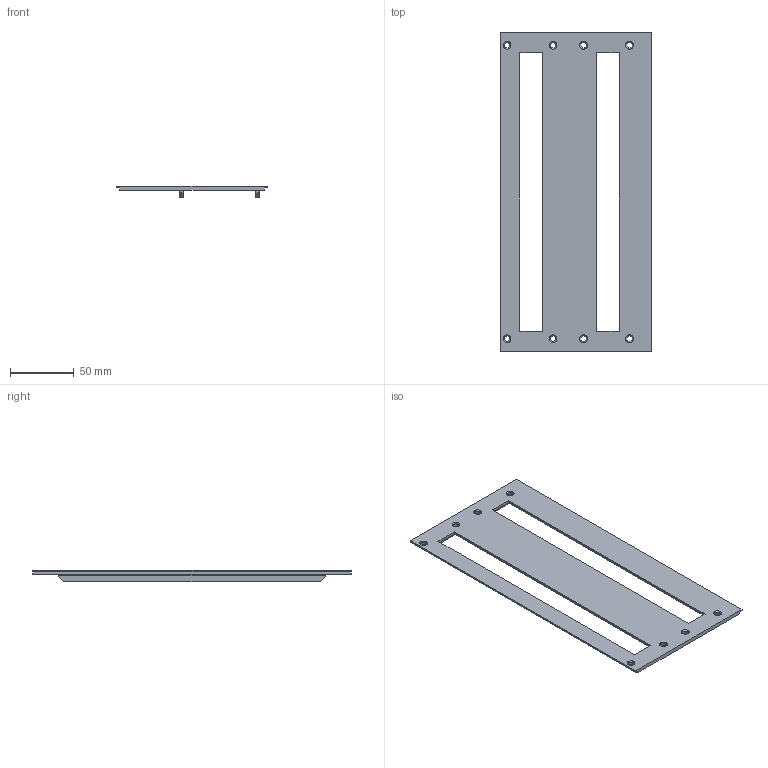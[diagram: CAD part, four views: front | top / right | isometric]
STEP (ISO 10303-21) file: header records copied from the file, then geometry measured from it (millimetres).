
FILE_DESCRIPTION(('FreeCAD Model'),'2;1');
FILE_NAME('Open CASCADE Shape Model','2026-01-25T12:23:12',(''),(''), 'Open CASCADE STEP processor 7.8','FreeCAD','Unknown');
FILE_SCHEMA(('AUTOMOTIVE_DESIGN { 1 0 10303 214 1 1 1 1 }'));
Length unit declared in the file: millimetre
Products named in the file (1): FlapsSpoiler
Bounding box: 118 x 250 x 9 mm (x, y, z)
Volume: 60732.9 mm3; surface area: 52968.5 mm2
Topology: 1 solids, 1 shells, 72 faces, 188 edges, 120 vertices
Faces by surface type: plane 56, cylinder 8, cone 8
Full cylindrical faces by diameter (mm): 4.5 x8
Entity records: 4698 total; most frequent: CARTESIAN_POINT 805, DIRECTION 726, LINE 524, VECTOR 524, ORIENTED_EDGE 376, PCURVE 376, DEFINITIONAL_REPRESENTATION 376, EDGE_CURVE 188
